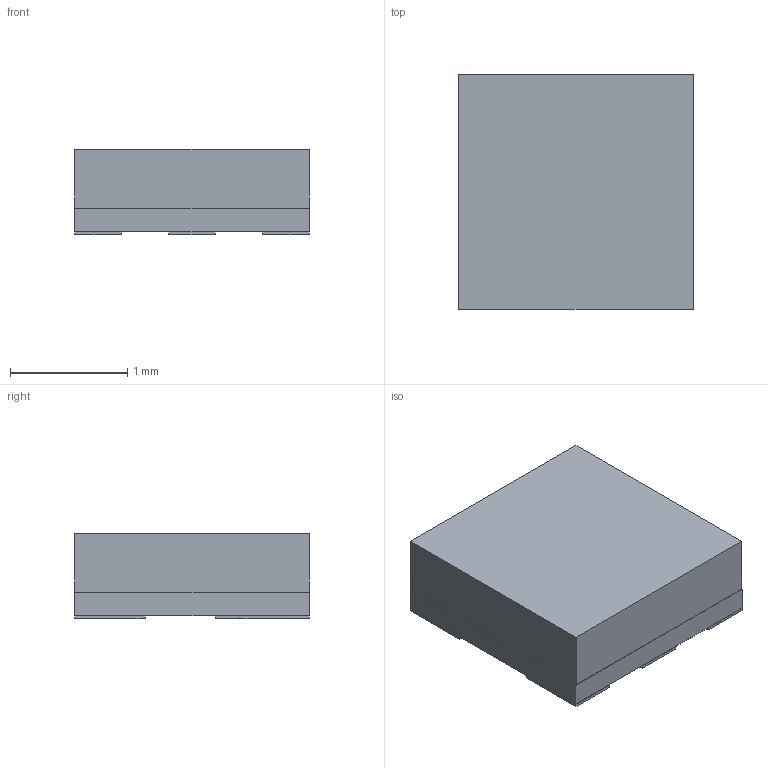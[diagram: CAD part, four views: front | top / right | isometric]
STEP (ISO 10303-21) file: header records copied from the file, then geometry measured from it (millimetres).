
FILE_DESCRIPTION (( 'STEP AP214' ), '1' );
FILE_NAME ('錨璃1.STEP', '2021-11-11T03:20:22', ( '' ), ( '' ), 'SwSTEP 2.0', 'SolidWorks 2020', '' );
FILE_SCHEMA (( 'AUTOMOTIVE_DESIGN' ));
Length unit declared in the file: millimetre
Products named in the file (1): 錨璃1
Bounding box: 2 x 2 x 0.72 mm (x, y, z)
Volume: 2.8 mm3; surface area: 25 mm2
Topology: 8 solids, 8 shells, 107 faces, 252 edges, 168 vertices
Faces by surface type: plane 93, bspline 14
Entity records: 4353 total; most frequent: CARTESIAN_POINT 1326, ORIENTED_EDGE 504, DIRECTION 412, EDGE_CURVE 252, LINE 224, VECTOR 224, VERTEX_POINT 168, EDGE_LOOP 114
